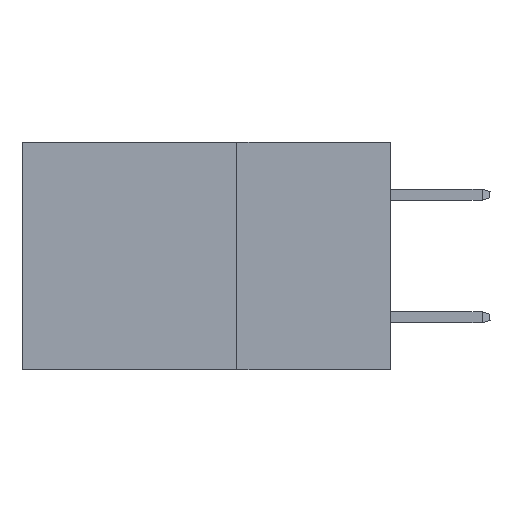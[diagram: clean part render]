
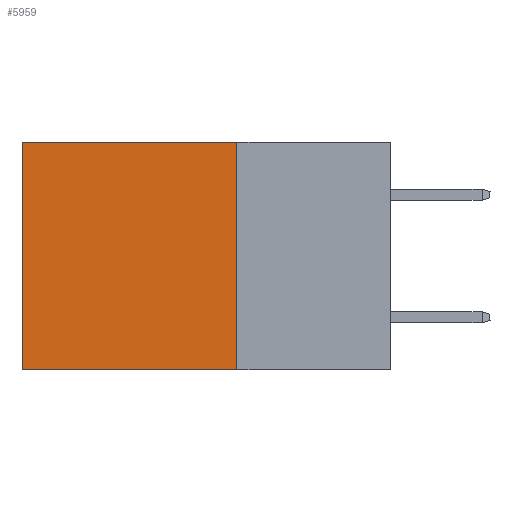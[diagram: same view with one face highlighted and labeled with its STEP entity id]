
A CAD part, left-side view. The second image highlights one B-rep face of the part: STEP entity #5959.
In plain terms, the highlighted planar face has unit normal (-1, 0, 0).
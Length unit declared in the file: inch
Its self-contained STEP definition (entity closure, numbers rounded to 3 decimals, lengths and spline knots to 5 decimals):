
#54 = CARTESIAN_POINT ( 'NONE',  ( 0.2875, 0.6, -0.37 ) ) ;
#289 = ORIENTED_EDGE ( 'NONE', *, *, #6946, .T. ) ;
#416 = VECTOR ( 'NONE', #7745, 39.37008 ) ;
#1179 = DIRECTION ( 'NONE',  ( 0., 0., -1. ) ) ;
#1452 = CARTESIAN_POINT ( 'NONE',  ( 0.2875, 0.25, 0. ) ) ;
#1754 = VERTEX_POINT ( 'NONE', #12412 ) ;
#1920 = DIRECTION ( 'NONE',  ( 0., 0., -1. ) ) ;
#2090 = CARTESIAN_POINT ( 'NONE',  ( 0.2875, 0.25, -0.37 ) ) ;
#2415 = DIRECTION ( 'NONE',  ( 0., 1., 0. ) ) ;
#3173 = VERTEX_POINT ( 'NONE', #1452 ) ;
#3552 = VECTOR ( 'NONE', #2415, 39.37008 ) ;
#3769 = PLANE ( 'NONE',  #6686 ) ;
#3904 = DIRECTION ( 'NONE',  ( 1., 0., 0. ) ) ;
#4004 = ORIENTED_EDGE ( 'NONE', *, *, #12293, .F. ) ;
#5311 = CARTESIAN_POINT ( 'NONE',  ( 0.2875, 0.25, 0. ) ) ;
#5959 = ADVANCED_FACE ( 'NONE', ( #11987 ), #3769, .F. ) ;
#6008 = ORIENTED_EDGE ( 'NONE', *, *, #7303, .T. ) ;
#6177 = CARTESIAN_POINT ( 'NONE',  ( 0.2875, 0.25, 0. ) ) ;
#6215 = EDGE_CURVE ( 'NONE', #3173, #7209, #7019, .T. ) ;
#6221 = LINE ( 'NONE', #5311, #3552 ) ;
#6630 = CARTESIAN_POINT ( 'NONE',  ( 0.2875, 0.25, -0.37 ) ) ;
#6686 = AXIS2_PLACEMENT_3D ( 'NONE', #9916, #3904, #1920 ) ;
#6755 = CARTESIAN_POINT ( 'NONE',  ( 0.2875, 0.6, 0. ) ) ;
#6946 = EDGE_CURVE ( 'NONE', #3173, #1754, #6221, .T. ) ;
#6989 = LINE ( 'NONE', #6755, #416 ) ;
#7019 = LINE ( 'NONE', #6177, #8093 ) ;
#7209 = VERTEX_POINT ( 'NONE', #6630 ) ;
#7303 = EDGE_CURVE ( 'NONE', #1754, #8229, #6989, .T. ) ;
#7743 = ORIENTED_EDGE ( 'NONE', *, *, #6215, .F. ) ;
#7745 = DIRECTION ( 'NONE',  ( 0., 0., -1. ) ) ;
#7838 = EDGE_LOOP ( 'NONE', ( #6008, #4004, #7743, #289 ) ) ;
#8093 = VECTOR ( 'NONE', #1179, 39.37008 ) ;
#8229 = VERTEX_POINT ( 'NONE', #54 ) ;
#8408 = LINE ( 'NONE', #2090, #11190 ) ;
#8475 = DIRECTION ( 'NONE',  ( 0., 1., 0. ) ) ;
#9916 = CARTESIAN_POINT ( 'NONE',  ( 0.2875, 0.25, 0. ) ) ;
#11190 = VECTOR ( 'NONE', #8475, 39.37008 ) ;
#11987 = FACE_OUTER_BOUND ( 'NONE', #7838, .T. ) ;
#12293 = EDGE_CURVE ( 'NONE', #7209, #8229, #8408, .T. ) ;
#12412 = CARTESIAN_POINT ( 'NONE',  ( 0.2875, 0.6, 0. ) ) ;
